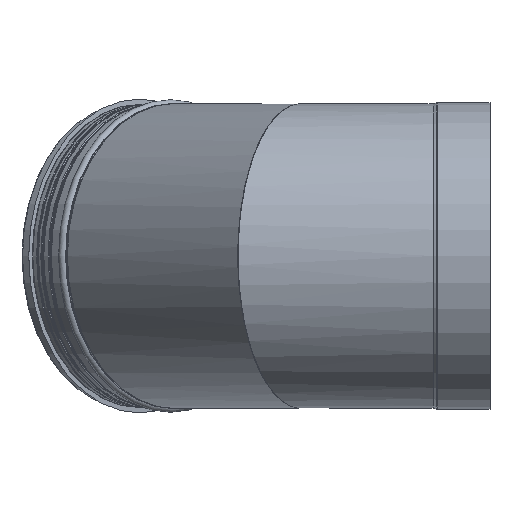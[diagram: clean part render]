
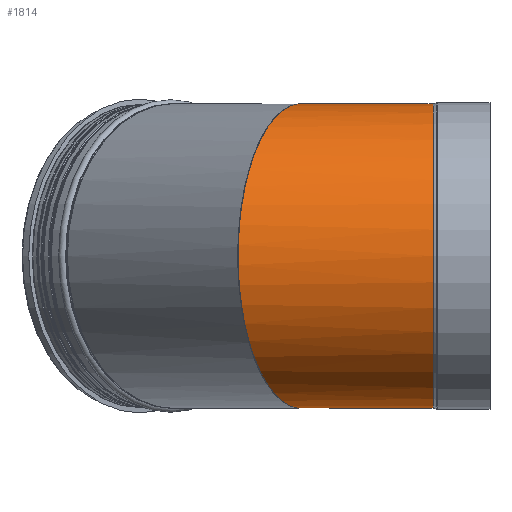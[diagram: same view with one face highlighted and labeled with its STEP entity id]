
A CAD part, left-side view. The second image highlights one B-rep face of the part: STEP entity #1814.
In plain terms, the highlighted cylindrical face has radius 201 mm (diameter 402 mm), a partial arc.
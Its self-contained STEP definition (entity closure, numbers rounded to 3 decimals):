
#104=CYLINDRICAL_SURFACE('',#1968,201.);
#141=CIRCLE('',#1967,201.);
#246=ELLIPSE('',#1927,217.561,201.);
#272=FACE_OUTER_BOUND('',#400,.T.);
#400=EDGE_LOOP('',(#1210,#1211,#1212,#1213));
#526=LINE('',#2836,#638);
#534=LINE('',#2860,#646);
#638=VECTOR('',#2194,91.431);
#646=VECTOR('',#2220,91.431);
#750=VERTEX_POINT('',#2833);
#751=VERTEX_POINT('',#2835);
#753=VERTEX_POINT('',#2841);
#758=VERTEX_POINT('',#2859);
#883=EDGE_CURVE('',#751,#750,#526,.T.);
#886=EDGE_CURVE('',#753,#751,#246,.T.);
#895=EDGE_CURVE('',#758,#753,#534,.T.);
#929=EDGE_CURVE('',#750,#758,#141,.T.);
#1210=ORIENTED_EDGE('',*,*,#883,.T.);
#1211=ORIENTED_EDGE('',*,*,#929,.T.);
#1212=ORIENTED_EDGE('',*,*,#895,.T.);
#1213=ORIENTED_EDGE('',*,*,#886,.T.);
#1814=ADVANCED_FACE('',(#272),#104,.T.);
#1927=AXIS2_PLACEMENT_3D('',#2842,#2199,#2200);
#1967=AXIS2_PLACEMENT_3D('',#2926,#2302,#2303);
#1968=AXIS2_PLACEMENT_3D('',#2927,#2304,#2305);
#2194=DIRECTION('',(0.,-1.,0.));
#2199=DIRECTION('center_axis',(-0.383,-0.924,0.));
#2200=DIRECTION('ref_axis',(0.924,-0.383,0.));
#2220=DIRECTION('',(0.,1.,0.));
#2302=DIRECTION('center_axis',(0.,1.,0.));
#2303=DIRECTION('ref_axis',(1.,0.,0.));
#2304=DIRECTION('center_axis',(0.,1.,0.));
#2305=DIRECTION('ref_axis',(1.,0.,0.));
#2833=CARTESIAN_POINT('',(201.,75.312,-0.351));
#2835=CARTESIAN_POINT('',(201.,166.743,-0.351));
#2836=CARTESIAN_POINT('',(201.,284.91,-0.351));
#2841=CARTESIAN_POINT('',(201.,166.743,0.351));
#2842=CARTESIAN_POINT('Origin',(0.,250.,0.));
#2859=CARTESIAN_POINT('',(201.,75.312,0.351));
#2860=CARTESIAN_POINT('',(201.,75.312,0.351));
#2926=CARTESIAN_POINT('Origin',(0.,75.312,0.));
#2927=CARTESIAN_POINT('Origin',(0.,284.91,0.));
